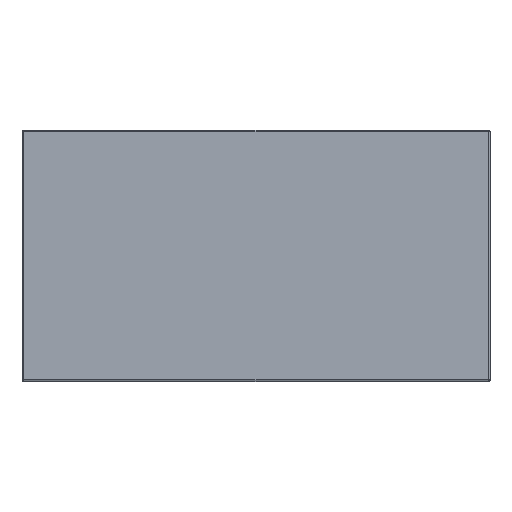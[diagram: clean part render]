
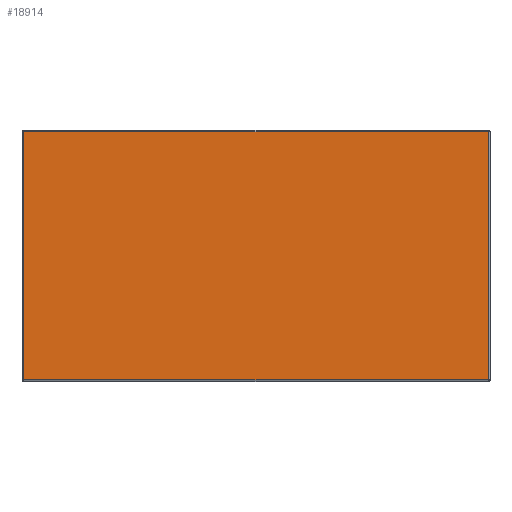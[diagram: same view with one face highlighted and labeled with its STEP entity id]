
A CAD part, top view. The second image highlights one B-rep face of the part: STEP entity #18914.
In plain terms, the highlighted planar face has unit normal (0, 0, 1).
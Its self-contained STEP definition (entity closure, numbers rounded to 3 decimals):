
#12 = VECTOR ( 'NONE', #17528, 1000. ) ;
#355 = EDGE_CURVE ( 'NONE', #12909, #20165, #21397, .T. ) ;
#2143 = CARTESIAN_POINT ( 'NONE',  ( 14.925, 8.065, 10. ) ) ;
#2157 = VECTOR ( 'NONE', #3378, 1000. ) ;
#2929 = VECTOR ( 'NONE', #9395, 1000. ) ;
#3378 = DIRECTION ( 'NONE',  ( 1., 0., 0. ) ) ;
#4442 = CARTESIAN_POINT ( 'NONE',  ( -14.925, 7.964, 10. ) ) ;
#4786 = VERTEX_POINT ( 'NONE', #4442 ) ;
#5106 = LINE ( 'NONE', #12077, #12 ) ;
#5313 = CARTESIAN_POINT ( 'NONE',  ( 0., 0., 10. ) ) ;
#6334 = CARTESIAN_POINT ( 'NONE',  ( -15.025, 7.964, 10. ) ) ;
#8018 = ORIENTED_EDGE ( 'NONE', *, *, #18616, .T. ) ;
#8624 = DIRECTION ( 'NONE',  ( 1., 0., 0. ) ) ;
#8988 = CARTESIAN_POINT ( 'NONE',  ( 15.025, -7.964, 10. ) ) ;
#9156 = ORIENTED_EDGE ( 'NONE', *, *, #16001, .T. ) ;
#9252 = VECTOR ( 'NONE', #14347, 1000. ) ;
#9395 = DIRECTION ( 'NONE',  ( -1., 0., 0. ) ) ;
#9520 = CARTESIAN_POINT ( 'NONE',  ( 14.925, 7.965, 10. ) ) ;
#10340 = FACE_OUTER_BOUND ( 'NONE', #12674, .T. ) ;
#10682 = PLANE ( 'NONE',  #17093 ) ;
#12077 = CARTESIAN_POINT ( 'NONE',  ( -14.925, -8.065, 10. ) ) ;
#12674 = EDGE_LOOP ( 'NONE', ( #12847, #9156, #17726, #8018 ) ) ;
#12847 = ORIENTED_EDGE ( 'NONE', *, *, #355, .T. ) ;
#12909 = VERTEX_POINT ( 'NONE', #17009 ) ;
#14347 = DIRECTION ( 'NONE',  ( 0., 1., 0. ) ) ;
#16001 = EDGE_CURVE ( 'NONE', #20165, #4786, #18145, .T. ) ;
#17009 = CARTESIAN_POINT ( 'NONE',  ( 14.925, -7.964, 10. ) ) ;
#17093 = AXIS2_PLACEMENT_3D ( 'NONE', #5313, #17613, #8624 ) ;
#17412 = LINE ( 'NONE', #8988, #2157 ) ;
#17528 = DIRECTION ( 'NONE',  ( 0., -1., 0. ) ) ;
#17613 = DIRECTION ( 'NONE',  ( 0., 0., 1. ) ) ;
#17726 = ORIENTED_EDGE ( 'NONE', *, *, #22520, .T. ) ;
#18145 = LINE ( 'NONE', #6334, #2929 ) ;
#18616 = EDGE_CURVE ( 'NONE', #19514, #12909, #17412, .T. ) ;
#18914 = ADVANCED_FACE ( 'NONE', ( #10340 ), #10682, .T. ) ;
#19514 = VERTEX_POINT ( 'NONE', #19809 ) ;
#19809 = CARTESIAN_POINT ( 'NONE',  ( -14.925, -7.965, 10. ) ) ;
#20165 = VERTEX_POINT ( 'NONE', #9520 ) ;
#21397 = LINE ( 'NONE', #2143, #9252 ) ;
#22520 = EDGE_CURVE ( 'NONE', #4786, #19514, #5106, .T. ) ;
